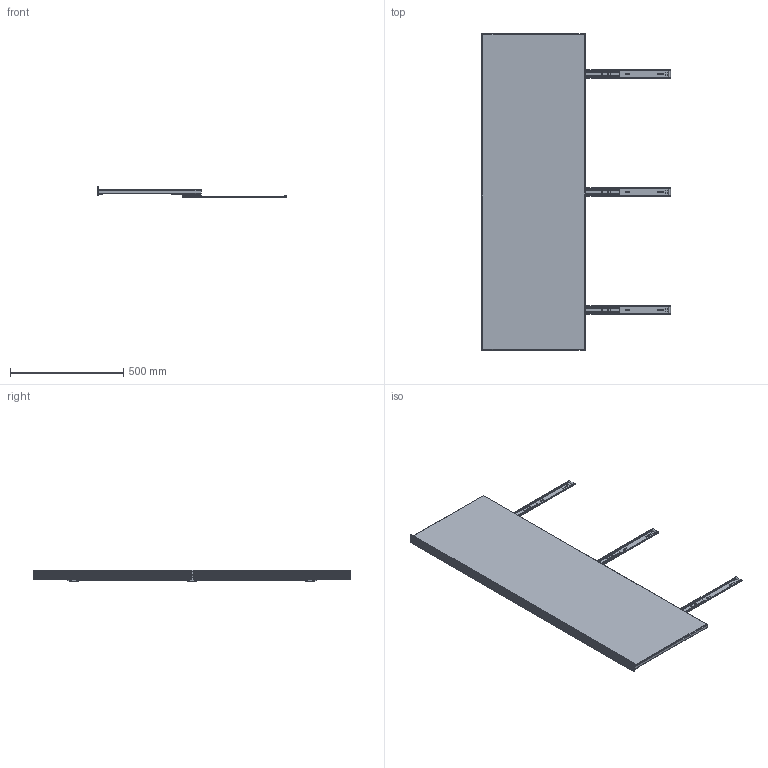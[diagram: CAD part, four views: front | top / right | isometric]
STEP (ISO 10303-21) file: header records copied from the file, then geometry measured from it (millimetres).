
FILE_DESCRIPTION((''),'2;1');
FILE_NAME('ESPEJO EXTRAIBLE 1400H.stp','2020-10-05T13:59:44',('rguerrero'),(''),'Autodesk Inventor 2010','Autodesk Inventor 2010','');
FILE_SCHEMA(('AUTOMOTIVE_DESIGN { 1 0 10303 214 1 1 1 1 }'));
Length unit declared in the file: millimetre
Products named in the file (17): ESPEJO EXTRAIBLE 1400H; 1400 CJTO ESPEJO; 1400 MELAMINA AL; 1400 ESPEJO; 1400 tirador espejo; 1400 HERRAJE ESPEJO; Follower strip 1100 mod2; DIN 7337  A A4 x 10; 20061115 bisagra_Espejos2; 20061115 bisagra plana_Espejos2; 20061115 bisagra cazoleta_Espejos2; L35121; L35121 EXT L457; L35121 INT L75; Pieza4; freno L35121; jaula L35121
Assembly tree (29 placements, depth 4):
  ESPEJO EXTRAIBLE 1400H
    1400 CJTO ESPEJO
      1400 MELAMINA AL
      1400 ESPEJO
      1400 tirador espejo
    1400 HERRAJE ESPEJO
      Follower strip 1100 mod2
      DIN 7337  A A4 x 10  x10
      20061115 bisagra_Espejos2  x3
        20061115 bisagra plana_Espejos2
        20061115 bisagra cazoleta_Espejos2
      L35121  x3
        L35121 EXT L457
        L35121 INT L75
        Pieza4
        freno L35121
        jaula L35121
Bounding box: 833.27 x 1396 x 52.3 mm (x, y, z)
Volume: 12577997.9 mm3; surface area: 3257359.1 mm2
Topology: 35 solids, 35 shells, 1346 faces, 3533 edges, 2208 vertices
Faces by surface type: plane 619, cylinder 525, bspline 100, sphere 56, cone 24, torus 22
Full cylindrical faces by diameter (mm): 3 x12, 4 x19, 4.3 x3, 4.5 x12, 5 x24, 6 x12, 7 x6, 7.3 x3, 8 x10, 32.2 x3, 34.8 x3
Entity records: 19468 total; most frequent: CARTESIAN_POINT 4466, DIRECTION 3100, ORIENTED_EDGE 2878, EDGE_CURVE 1439, AXIS2_PLACEMENT_3D 1144, VERTEX_POINT 961, VECTOR 812, LINE 812
